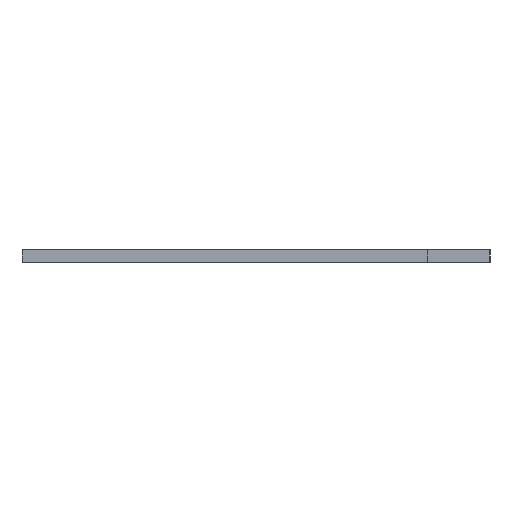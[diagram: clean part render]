
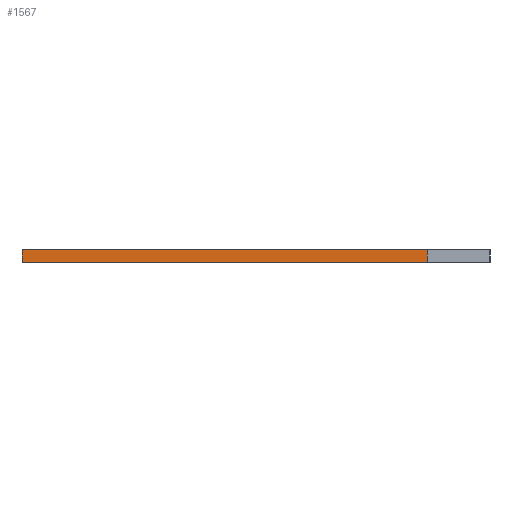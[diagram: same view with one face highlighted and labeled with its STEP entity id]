
A CAD part, left-side view. The second image highlights one B-rep face of the part: STEP entity #1567.
In plain terms, the highlighted planar face has unit normal (-1, 0, 0).
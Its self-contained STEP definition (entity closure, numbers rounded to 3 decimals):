
#74=DIRECTION('',(0.,-1.,0.));
#75=VECTOR('',#74,165.);
#76=CARTESIAN_POINT('',(-354.438,100.785,0.));
#77=LINE('',#76,#75);
#95=DIRECTION('',(0.,0.,1.));
#96=VECTOR('',#95,5.);
#97=CARTESIAN_POINT('',(-354.438,-64.215,0.));
#98=LINE('',#97,#96);
#102=DIRECTION('',(0.,0.,1.));
#103=VECTOR('',#102,5.);
#104=CARTESIAN_POINT('',(-354.438,100.785,0.));
#105=LINE('',#104,#103);
#158=DIRECTION('',(0.,-1.,0.));
#159=VECTOR('',#158,165.);
#160=CARTESIAN_POINT('',(-354.438,100.785,5.));
#161=LINE('',#160,#159);
#1257=CARTESIAN_POINT('',(-354.438,100.785,0.));
#1259=VERTEX_POINT('',#1257);
#1261=CARTESIAN_POINT('',(-354.438,100.785,5.));
#1263=VERTEX_POINT('',#1261);
#1268=CARTESIAN_POINT('',(-354.438,-64.215,0.));
#1269=VERTEX_POINT('',#1268);
#1280=CARTESIAN_POINT('',(-354.438,-64.215,5.));
#1281=VERTEX_POINT('',#1280);
#1554=CARTESIAN_POINT('',(-354.438,100.785,0.));
#1555=DIRECTION('',(-1.,0.,0.));
#1556=DIRECTION('',(0.,-1.,0.));
#1557=AXIS2_PLACEMENT_3D('',#1554,#1555,#1556);
#1558=PLANE('',#1557);
#1559=ORIENTED_EDGE('',*,*,#1539,.F.);
#1560=ORIENTED_EDGE('',*,*,#1497,.F.);
#1562=ORIENTED_EDGE('',*,*,#1561,.T.);
#1564=ORIENTED_EDGE('',*,*,#1563,.T.);
#1565=EDGE_LOOP('',(#1559,#1560,#1562,#1564));
#1566=FACE_OUTER_BOUND('',#1565,.F.);
#1497=EDGE_CURVE('',#1259,#1269,#77,.T.);
#1539=EDGE_CURVE('',#1269,#1281,#98,.T.);
#1561=EDGE_CURVE('',#1259,#1263,#105,.T.);
#1563=EDGE_CURVE('',#1263,#1281,#161,.T.);
#1567=ADVANCED_FACE('',(#1566),#1558,.T.);
